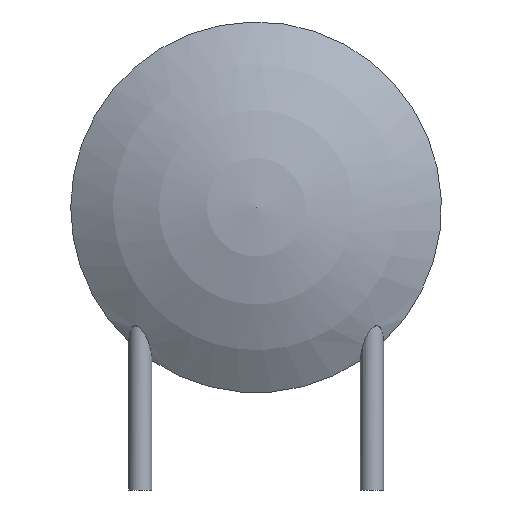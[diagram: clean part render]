
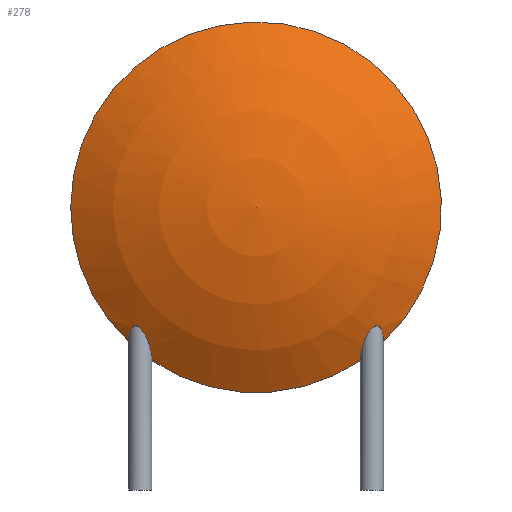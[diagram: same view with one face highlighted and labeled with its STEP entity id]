
A CAD part, front view. The second image highlights one B-rep face of the part: STEP entity #278.
In plain terms, the highlighted spherical face has radius 7.025 mm.
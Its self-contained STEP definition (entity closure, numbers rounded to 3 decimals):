
#59 = VERTEX_POINT('',#60);
#60 = CARTESIAN_POINT('',(2.25,0.,0.793));
#86 = EDGE_CURVE('',#59,#87,#89,.T.);
#87 = VERTEX_POINT('',#88);
#88 = CARTESIAN_POINT('',(2.75,0.,1.195));
#89 = B_SPLINE_CURVE_WITH_KNOTS('',8,(#90,#91,#92,#93,#94,#95,#96,#97,
#98,#99,#100,#101,#102,#103,#104,#105,#106,#107,#108,#109,#110,#111,
#112,#113,#114,#115,#116,#117,#118,#119,#120,#121,#122,#123,#124,
#125,#126,#127,#128,#129,#130,#131,#132,#133,#134,#135,#136,#137,
#138,#139,#140),.UNSPECIFIED.,.F.,.F.,(9,7,7,7,7,7,7,9),(0.,
0.346,0.498,0.574,0.65,
0.73,0.866,1.),.UNSPECIFIED.);
#90 = CARTESIAN_POINT('',(2.25,0.,0.793));
#91 = CARTESIAN_POINT('',(2.25,-0.026,0.839));
#92 = CARTESIAN_POINT('',(2.253,-0.052,
0.887));
#93 = CARTESIAN_POINT('',(2.259,-0.077,
0.936));
#94 = CARTESIAN_POINT('',(2.268,-0.1,0.986)
);
#95 = CARTESIAN_POINT('',(2.279,-0.123,1.038)
);
#96 = CARTESIAN_POINT('',(2.293,-0.145,1.091)
);
#97 = CARTESIAN_POINT('',(2.31,-0.165,1.145)
);
#98 = CARTESIAN_POINT('',(2.34,-0.192,1.225)
);
#99 = CARTESIAN_POINT('',(2.35,-0.2,1.249)
);
#100 = CARTESIAN_POINT('',(2.36,-0.208,1.274
));
#101 = CARTESIAN_POINT('',(2.371,-0.215,1.298
));
#102 = CARTESIAN_POINT('',(2.383,-0.222,1.323
));
#103 = CARTESIAN_POINT('',(2.396,-0.228,1.348)
);
#104 = CARTESIAN_POINT('',(2.41,-0.234,1.374
));
#105 = CARTESIAN_POINT('',(2.434,-0.241,1.411
));
#106 = CARTESIAN_POINT('',(2.442,-0.243,1.423
));
#107 = CARTESIAN_POINT('',(2.451,-0.245,1.435
));
#108 = CARTESIAN_POINT('',(2.459,-0.247,1.447
));
#109 = CARTESIAN_POINT('',(2.469,-0.248,1.459
));
#110 = CARTESIAN_POINT('',(2.478,-0.249,1.47
));
#111 = CARTESIAN_POINT('',(2.488,-0.25,1.481)
);
#112 = CARTESIAN_POINT('',(2.51,-0.25,1.502
));
#113 = CARTESIAN_POINT('',(2.521,-0.25,1.511
));
#114 = CARTESIAN_POINT('',(2.533,-0.248,1.52
));
#115 = CARTESIAN_POINT('',(2.545,-0.247,1.528
));
#116 = CARTESIAN_POINT('',(2.558,-0.244,1.535)
);
#117 = CARTESIAN_POINT('',(2.572,-0.24,1.54
));
#118 = CARTESIAN_POINT('',(2.586,-0.235,1.543)
);
#119 = CARTESIAN_POINT('',(2.615,-0.223,1.542)
);
#120 = CARTESIAN_POINT('',(2.627,-0.216,1.539
));
#121 = CARTESIAN_POINT('',(2.639,-0.209,1.535
));
#122 = CARTESIAN_POINT('',(2.648,-0.202,1.528
));
#123 = CARTESIAN_POINT('',(2.657,-0.195,1.521
));
#124 = CARTESIAN_POINT('',(2.665,-0.188,1.514
));
#125 = CARTESIAN_POINT('',(2.672,-0.181,1.506
));
#126 = CARTESIAN_POINT('',(2.69,-0.163,1.482
));
#127 = CARTESIAN_POINT('',(2.7,-0.152,1.466
));
#128 = CARTESIAN_POINT('',(2.708,-0.14,1.449)
);
#129 = CARTESIAN_POINT('',(2.715,-0.129,1.431
));
#130 = CARTESIAN_POINT('',(2.721,-0.118,1.413
));
#131 = CARTESIAN_POINT('',(2.727,-0.107,1.394
));
#132 = CARTESIAN_POINT('',(2.731,-0.096,
1.375));
#133 = CARTESIAN_POINT('',(2.739,-0.074,
1.337));
#134 = CARTESIAN_POINT('',(2.742,-0.063,
1.317));
#135 = CARTESIAN_POINT('',(2.745,-0.053,
1.297));
#136 = CARTESIAN_POINT('',(2.747,-0.042,
1.277));
#137 = CARTESIAN_POINT('',(2.748,-0.032,
1.257));
#138 = CARTESIAN_POINT('',(2.75,-0.021,
1.237));
#139 = CARTESIAN_POINT('',(2.75,-0.01,1.216));
#140 = CARTESIAN_POINT('',(2.75,0.,1.195));
#184 = VERTEX_POINT('',#185);
#185 = CARTESIAN_POINT('',(-4.,0.,4.1));
#193 = EDGE_CURVE('',#87,#184,#194,.T.);
#194 = CIRCLE('',#195,4.);
#195 = AXIS2_PLACEMENT_3D('',#196,#197,#198);
#196 = CARTESIAN_POINT('',(0.,0.,4.1));
#197 = DIRECTION('',(0.,-1.,0.));
#198 = DIRECTION('',(-1.,0.,0.));
#202 = EDGE_CURVE('',#203,#59,#205,.T.);
#203 = VERTEX_POINT('',#204);
#204 = CARTESIAN_POINT('',(-2.25,0.,0.793));
#205 = CIRCLE('',#206,4.);
#206 = AXIS2_PLACEMENT_3D('',#207,#208,#209);
#207 = CARTESIAN_POINT('',(0.,0.,4.1));
#208 = DIRECTION('',(0.,-1.,0.));
#209 = DIRECTION('',(-1.,0.,0.));
#212 = VERTEX_POINT('',#213);
#213 = CARTESIAN_POINT('',(-2.75,0.,1.195));
#267 = EDGE_CURVE('',#184,#212,#268,.T.);
#268 = CIRCLE('',#269,4.);
#269 = AXIS2_PLACEMENT_3D('',#270,#271,#272);
#270 = CARTESIAN_POINT('',(0.,0.,4.1));
#271 = DIRECTION('',(0.,-1.,0.));
#272 = DIRECTION('',(-1.,0.,0.));
#278 = ADVANCED_FACE('',(#279),#353,.T.);
#279 = FACE_BOUND('',#280,.T.);
#280 = EDGE_LOOP('',(#281,#290,#291,#323,#349,#350,#351,#352));
#281 = ORIENTED_EDGE('',*,*,#282,.F.);
#282 = EDGE_CURVE('',#184,#283,#285,.T.);
#283 = VERTEX_POINT('',#284);
#284 = CARTESIAN_POINT('',(0.,-1.25,4.1));
#285 = CIRCLE('',#286,7.025);
#286 = AXIS2_PLACEMENT_3D('',#287,#288,#289);
#287 = CARTESIAN_POINT('',(0.,5.775,4.1));
#288 = DIRECTION('',(0.,0.,1.));
#289 = DIRECTION('',(-0.569,-0.822,0.));
#290 = ORIENTED_EDGE('',*,*,#267,.T.);
#291 = ORIENTED_EDGE('',*,*,#292,.T.);
#292 = EDGE_CURVE('',#212,#293,#295,.T.);
#293 = VERTEX_POINT('',#294);
#294 = CARTESIAN_POINT('',(-2.5,-0.25,1.492));
#295 = B_SPLINE_CURVE_WITH_KNOTS('',6,(#296,#297,#298,#299,#300,#301,
#302,#303,#304,#305,#306,#307,#308,#309,#310,#311,#312,#313,#314,
#315,#316,#317,#318,#319,#320,#321,#322),.UNSPECIFIED.,.F.,.F.,(7,5,
5,5,5,7),(0.,0.23,0.399,0.526,
0.737,1.),.UNSPECIFIED.);
#296 = CARTESIAN_POINT('',(-2.75,0.,1.195));
#297 = CARTESIAN_POINT('',(-2.75,-0.01,1.216));
#298 = CARTESIAN_POINT('',(-2.749,-0.021,
1.237));
#299 = CARTESIAN_POINT('',(-2.748,-0.032,
1.258));
#300 = CARTESIAN_POINT('',(-2.747,-0.043,
1.279));
#301 = CARTESIAN_POINT('',(-2.744,-0.054,
1.3));
#302 = CARTESIAN_POINT('',(-2.739,-0.074,
1.336));
#303 = CARTESIAN_POINT('',(-2.736,-0.082,
1.351));
#304 = CARTESIAN_POINT('',(-2.733,-0.091,
1.367));
#305 = CARTESIAN_POINT('',(-2.73,-0.1,
1.382));
#306 = CARTESIAN_POINT('',(-2.725,-0.108,
1.397));
#307 = CARTESIAN_POINT('',(-2.717,-0.124,
1.422));
#308 = CARTESIAN_POINT('',(-2.713,-0.131,
1.433));
#309 = CARTESIAN_POINT('',(-2.709,-0.137,
1.444));
#310 = CARTESIAN_POINT('',(-2.705,-0.144,1.454
));
#311 = CARTESIAN_POINT('',(-2.7,-0.151,
1.464));
#312 = CARTESIAN_POINT('',(-2.685,-0.169,
1.49));
#313 = CARTESIAN_POINT('',(-2.674,-0.181,
1.506));
#314 = CARTESIAN_POINT('',(-2.661,-0.192,1.52
));
#315 = CARTESIAN_POINT('',(-2.647,-0.204,1.532
));
#316 = CARTESIAN_POINT('',(-2.629,-0.215,
1.54));
#317 = CARTESIAN_POINT('',(-2.584,-0.237,1.545
));
#318 = CARTESIAN_POINT('',(-2.563,-0.243,
1.538));
#319 = CARTESIAN_POINT('',(-2.544,-0.247,1.529)
);
#320 = CARTESIAN_POINT('',(-2.528,-0.249,
1.518));
#321 = CARTESIAN_POINT('',(-2.514,-0.25,1.506
));
#322 = CARTESIAN_POINT('',(-2.5,-0.25,1.492));
#323 = ORIENTED_EDGE('',*,*,#324,.T.);
#324 = EDGE_CURVE('',#293,#203,#325,.T.);
#325 = B_SPLINE_CURVE_WITH_KNOTS('',8,(#326,#327,#328,#329,#330,#331,
#332,#333,#334,#335,#336,#337,#338,#339,#340,#341,#342,#343,#344,
#345,#346,#347,#348),.UNSPECIFIED.,.F.,.F.,(9,7,7,9),(0.,
0.257,0.503,1.),.UNSPECIFIED.);
#326 = CARTESIAN_POINT('',(-2.5,-0.25,1.492));
#327 = CARTESIAN_POINT('',(-2.482,-0.25,
1.475));
#328 = CARTESIAN_POINT('',(-2.466,-0.249,
1.457));
#329 = CARTESIAN_POINT('',(-2.451,-0.246,
1.437));
#330 = CARTESIAN_POINT('',(-2.436,-0.243,
1.416));
#331 = CARTESIAN_POINT('',(-2.422,-0.239,1.394
));
#332 = CARTESIAN_POINT('',(-2.41,-0.234,
1.372));
#333 = CARTESIAN_POINT('',(-2.397,-0.228,
1.35));
#334 = CARTESIAN_POINT('',(-2.375,-0.217,
1.305));
#335 = CARTESIAN_POINT('',(-2.364,-0.211,1.283
));
#336 = CARTESIAN_POINT('',(-2.354,-0.204,
1.261));
#337 = CARTESIAN_POINT('',(-2.345,-0.197,1.238
));
#338 = CARTESIAN_POINT('',(-2.336,-0.19,
1.216));
#339 = CARTESIAN_POINT('',(-2.328,-0.182,1.193
));
#340 = CARTESIAN_POINT('',(-2.32,-0.174,
1.171));
#341 = CARTESIAN_POINT('',(-2.298,-0.149,
1.102));
#342 = CARTESIAN_POINT('',(-2.285,-0.13,
1.057));
#343 = CARTESIAN_POINT('',(-2.274,-0.111,1.011
));
#344 = CARTESIAN_POINT('',(-2.265,-0.091,
0.966));
#345 = CARTESIAN_POINT('',(-2.258,-0.069,
0.921));
#346 = CARTESIAN_POINT('',(-2.253,-0.047,
0.878));
#347 = CARTESIAN_POINT('',(-2.25,-0.024,0.835));
#348 = CARTESIAN_POINT('',(-2.25,0.,0.793));
#349 = ORIENTED_EDGE('',*,*,#202,.T.);
#350 = ORIENTED_EDGE('',*,*,#86,.T.);
#351 = ORIENTED_EDGE('',*,*,#193,.T.);
#352 = ORIENTED_EDGE('',*,*,#282,.T.);
#353 = SPHERICAL_SURFACE('',#354,7.025);
#354 = AXIS2_PLACEMENT_3D('',#355,#356,#357);
#355 = CARTESIAN_POINT('',(0.,5.775,4.1));
#356 = DIRECTION('',(0.,-1.,0.));
#357 = DIRECTION('',(-1.,0.,0.));
